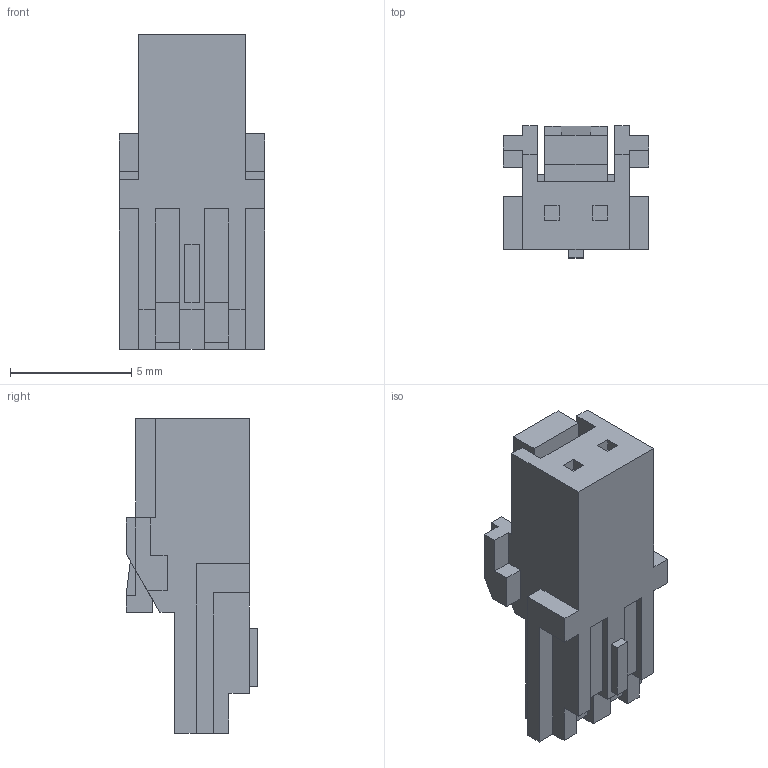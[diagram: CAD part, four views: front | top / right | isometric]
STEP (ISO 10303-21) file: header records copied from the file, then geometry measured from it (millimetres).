
FILE_DESCRIPTION (( 'STEP AP214' ), '1' );
FILE_NAME ('02PAF-6S.STEP', '2012-12-18T03:09:44', ( 'root' ), ( 'Hewlett-Packard Company' ), 'SwSTEP 2.0', 'SolidWorks 2009', '' );
FILE_SCHEMA (( 'AUTOMOTIVE_DESIGN' ));
Length unit declared in the file: millimetre
Products named in the file (1): 02PAF-6S
Bounding box: 6 x 5.45 x 13 mm (x, y, z)
Volume: 209.3 mm3; surface area: 389.6 mm2
Topology: 1 solids, 1 shells, 98 faces, 272 edges, 180 vertices
Faces by surface type: plane 98
Entity records: 4176 total; most frequent: CARTESIAN_POINT 551, ORIENTED_EDGE 544, DIRECTION 470, EDGE_CURVE 272, VECTOR 272, LINE 272, VERTEX_POINT 180, EDGE_LOOP 102
